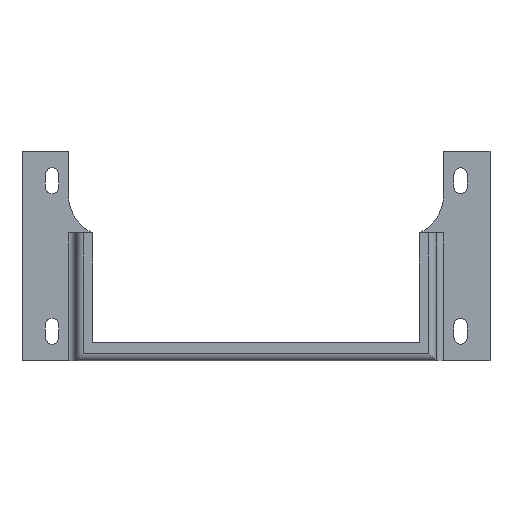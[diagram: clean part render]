
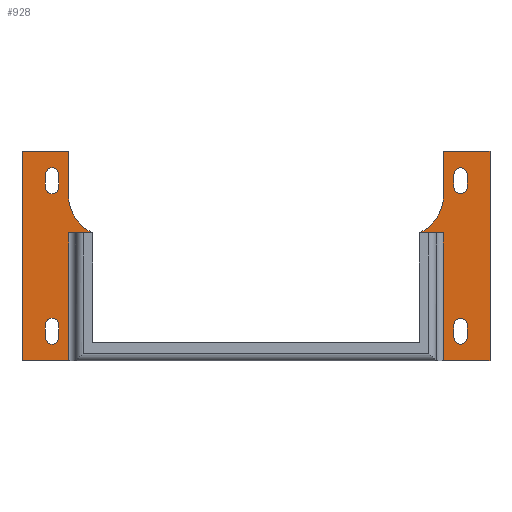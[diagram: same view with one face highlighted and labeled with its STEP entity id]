
A CAD part, top view. The second image highlights one B-rep face of the part: STEP entity #928.
In plain terms, the highlighted planar face has unit normal (0, 0, 1).
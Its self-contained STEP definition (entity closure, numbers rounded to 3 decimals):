
#117=CARTESIAN_POINT('',(0.,1.7,3.));
#118=DIRECTION('',(0.,0.,-1.));
#119=DIRECTION('',(-1.,0.,0.));
#120=AXIS2_PLACEMENT_3D('',#117,#118,#119);
#122=DIRECTION('',(0.,1.,0.));
#123=VECTOR('',#122,3.4);
#124=CARTESIAN_POINT('',(-1.8,-1.7,3.));
#125=LINE('',#124,#123);
#126=CARTESIAN_POINT('',(0.,-1.7,3.));
#127=DIRECTION('',(0.,0.,-1.));
#128=DIRECTION('',(1.,0.,0.));
#129=AXIS2_PLACEMENT_3D('',#126,#127,#128);
#131=DIRECTION('',(0.,-1.,0.));
#132=VECTOR('',#131,3.4);
#133=CARTESIAN_POINT('',(1.8,1.7,3.));
#134=LINE('',#133,#132);
#135=CARTESIAN_POINT('',(0.,-38.7,3.));
#136=DIRECTION('',(0.,0.,-1.));
#137=DIRECTION('',(-1.,0.,0.));
#138=AXIS2_PLACEMENT_3D('',#135,#136,#137);
#140=DIRECTION('',(0.,1.,0.));
#141=VECTOR('',#140,3.4);
#142=CARTESIAN_POINT('',(-1.8,-42.1,3.));
#143=LINE('',#142,#141);
#144=CARTESIAN_POINT('',(0.,-42.1,3.));
#145=DIRECTION('',(0.,0.,-1.));
#146=DIRECTION('',(1.,0.,0.));
#147=AXIS2_PLACEMENT_3D('',#144,#145,#146);
#149=DIRECTION('',(0.,-1.,0.));
#150=VECTOR('',#149,3.4);
#151=CARTESIAN_POINT('',(1.8,-38.7,3.));
#152=LINE('',#151,#150);
#153=CARTESIAN_POINT('',(109.8,1.7,3.));
#154=DIRECTION('',(0.,0.,-1.));
#155=DIRECTION('',(-1.,0.,0.));
#156=AXIS2_PLACEMENT_3D('',#153,#154,#155);
#158=DIRECTION('',(0.,1.,0.));
#159=VECTOR('',#158,3.4);
#160=CARTESIAN_POINT('',(108.,-1.7,3.));
#161=LINE('',#160,#159);
#162=CARTESIAN_POINT('',(109.8,-1.7,3.));
#163=DIRECTION('',(0.,0.,-1.));
#164=DIRECTION('',(1.,0.,0.));
#165=AXIS2_PLACEMENT_3D('',#162,#163,#164);
#167=DIRECTION('',(0.,-1.,0.));
#168=VECTOR('',#167,3.4);
#169=CARTESIAN_POINT('',(111.6,1.7,3.));
#170=LINE('',#169,#168);
#171=CARTESIAN_POINT('',(109.8,-38.7,3.));
#172=DIRECTION('',(0.,0.,-1.));
#173=DIRECTION('',(-1.,0.,0.));
#174=AXIS2_PLACEMENT_3D('',#171,#172,#173);
#176=DIRECTION('',(0.,1.,0.));
#177=VECTOR('',#176,3.4);
#178=CARTESIAN_POINT('',(108.,-42.1,3.));
#179=LINE('',#178,#177);
#180=CARTESIAN_POINT('',(109.8,-42.1,3.));
#181=DIRECTION('',(0.,0.,-1.));
#182=DIRECTION('',(1.,0.,0.));
#183=AXIS2_PLACEMENT_3D('',#180,#181,#182);
#185=DIRECTION('',(0.,-1.,0.));
#186=VECTOR('',#185,3.4);
#187=CARTESIAN_POINT('',(111.6,-38.7,3.));
#188=LINE('',#187,#186);
#189=DIRECTION('',(0.,1.,0.));
#190=VECTOR('',#189,34.4);
#191=CARTESIAN_POINT('',(105.2,-48.4,3.));
#192=LINE('',#191,#190);
#193=DIRECTION('',(0.,1.,0.));
#194=VECTOR('',#193,30.9);
#195=CARTESIAN_POINT('',(100.2,-44.9,3.));
#196=LINE('',#195,#194);
#197=DIRECTION('',(-1.,0.,0.));
#198=VECTOR('',#197,90.8);
#199=CARTESIAN_POINT('',(100.2,-44.9,3.));
#200=LINE('',#199,#198);
#201=DIRECTION('',(0.,1.,0.));
#202=VECTOR('',#201,30.9);
#203=CARTESIAN_POINT('',(9.4,-44.9,3.));
#204=LINE('',#203,#202);
#205=DIRECTION('',(0.,-1.,0.));
#206=VECTOR('',#205,34.4);
#207=CARTESIAN_POINT('',(4.4,-14.,3.));
#208=LINE('',#207,#206);
#209=DIRECTION('',(0.,-1.,0.));
#210=VECTOR('',#209,56.4);
#211=CARTESIAN_POINT('',(-8.1,8.,3.));
#212=LINE('',#211,#210);
#213=DIRECTION('',(0.,-1.,0.));
#214=VECTOR('',#213,11.963);
#215=CARTESIAN_POINT('',(4.4,8.,3.));
#216=LINE('',#215,#214);
#217=DIRECTION('',(0.,1.,0.));
#218=VECTOR('',#217,29.4);
#219=CARTESIAN_POINT('',(10.9,-43.4,3.));
#220=LINE('',#219,#218);
#221=DIRECTION('',(-1.,0.,0.));
#222=VECTOR('',#221,87.8);
#223=CARTESIAN_POINT('',(98.7,-43.4,3.));
#224=LINE('',#223,#222);
#225=DIRECTION('',(0.,-1.,0.));
#226=VECTOR('',#225,29.4);
#227=CARTESIAN_POINT('',(98.7,-14.,3.));
#228=LINE('',#227,#226);
#229=DIRECTION('',(0.,-1.,0.));
#230=VECTOR('',#229,11.963);
#231=CARTESIAN_POINT('',(105.2,8.,3.));
#232=LINE('',#231,#230);
#233=DIRECTION('',(0.,1.,0.));
#234=VECTOR('',#233,56.4);
#235=CARTESIAN_POINT('',(117.7,-48.4,3.));
#236=LINE('',#235,#234);
#315=DIRECTION('',(1.,0.,0.));
#316=VECTOR('',#315,5.);
#317=CARTESIAN_POINT('',(100.2,-14.,3.));
#318=LINE('',#317,#316);
#366=DIRECTION('',(1.,0.,0.));
#367=VECTOR('',#366,12.5);
#368=CARTESIAN_POINT('',(105.2,-48.4,3.));
#369=LINE('',#368,#367);
#378=DIRECTION('',(1.,0.,0.));
#379=VECTOR('',#378,12.5);
#380=CARTESIAN_POINT('',(-8.1,-48.4,3.));
#381=LINE('',#380,#379);
#398=DIRECTION('',(-1.,0.,0.));
#399=VECTOR('',#398,12.5);
#400=CARTESIAN_POINT('',(117.7,8.,3.));
#401=LINE('',#400,#399);
#406=CARTESIAN_POINT('',(94.2,-3.963,3.));
#407=DIRECTION('',(0.,0.,-1.));
#408=DIRECTION('',(1.,0.,0.));
#409=AXIS2_PLACEMENT_3D('',#406,#407,#408);
#432=CARTESIAN_POINT('',(15.4,-3.963,3.));
#433=DIRECTION('',(0.,0.,-1.));
#434=DIRECTION('',(-0.409,-0.912,0.));
#435=AXIS2_PLACEMENT_3D('',#432,#433,#434);
#450=DIRECTION('',(-1.,0.,0.));
#451=VECTOR('',#450,12.5);
#452=CARTESIAN_POINT('',(4.4,8.,3.));
#453=LINE('',#452,#451);
#481=DIRECTION('',(-1.,0.,0.));
#482=VECTOR('',#481,5.);
#483=CARTESIAN_POINT('',(9.4,-14.,3.));
#484=LINE('',#483,#482);
#557=CARTESIAN_POINT('',(-8.1,8.,3.));
#558=CARTESIAN_POINT('',(-8.1,-48.4,3.));
#559=VERTEX_POINT('',#557);
#560=VERTEX_POINT('',#558);
#561=CARTESIAN_POINT('',(117.7,-48.4,3.));
#562=CARTESIAN_POINT('',(117.7,8.,3.));
#563=VERTEX_POINT('',#561);
#564=VERTEX_POINT('',#562);
#587=CARTESIAN_POINT('',(-1.8,-1.7,3.));
#588=CARTESIAN_POINT('',(-1.8,1.7,3.));
#589=VERTEX_POINT('',#587);
#590=VERTEX_POINT('',#588);
#591=CARTESIAN_POINT('',(1.8,1.7,3.));
#592=CARTESIAN_POINT('',(1.8,-1.7,3.));
#593=VERTEX_POINT('',#591);
#594=VERTEX_POINT('',#592);
#595=CARTESIAN_POINT('',(-1.8,-38.7,3.));
#596=CARTESIAN_POINT('',(1.8,-38.7,3.));
#597=VERTEX_POINT('',#595);
#598=VERTEX_POINT('',#596);
#599=CARTESIAN_POINT('',(111.6,-1.7,3.));
#600=CARTESIAN_POINT('',(108.,-1.7,3.));
#601=VERTEX_POINT('',#599);
#602=VERTEX_POINT('',#600);
#603=CARTESIAN_POINT('',(111.6,-38.7,3.));
#604=CARTESIAN_POINT('',(111.6,-42.1,3.));
#605=VERTEX_POINT('',#603);
#606=VERTEX_POINT('',#604);
#607=CARTESIAN_POINT('',(108.,-42.1,3.));
#608=VERTEX_POINT('',#607);
#619=CARTESIAN_POINT('',(1.8,-42.1,3.));
#620=VERTEX_POINT('',#619);
#621=CARTESIAN_POINT('',(-1.8,-42.1,3.));
#622=VERTEX_POINT('',#621);
#623=CARTESIAN_POINT('',(108.,1.7,3.));
#624=CARTESIAN_POINT('',(111.6,1.7,3.));
#625=VERTEX_POINT('',#623);
#626=VERTEX_POINT('',#624);
#627=CARTESIAN_POINT('',(108.,-38.7,3.));
#628=VERTEX_POINT('',#627);
#630=CARTESIAN_POINT('',(10.9,-43.4,3.));
#632=VERTEX_POINT('',#630);
#634=CARTESIAN_POINT('',(98.7,-43.4,3.));
#636=VERTEX_POINT('',#634);
#637=CARTESIAN_POINT('',(100.2,-44.9,3.));
#638=CARTESIAN_POINT('',(9.4,-44.9,3.));
#639=VERTEX_POINT('',#637);
#640=VERTEX_POINT('',#638);
#653=CARTESIAN_POINT('',(4.4,-48.4,3.));
#654=VERTEX_POINT('',#653);
#655=CARTESIAN_POINT('',(105.2,-48.4,3.));
#656=VERTEX_POINT('',#655);
#658=CARTESIAN_POINT('',(4.4,8.,3.));
#660=VERTEX_POINT('',#658);
#662=CARTESIAN_POINT('',(105.2,8.,3.));
#664=VERTEX_POINT('',#662);
#677=CARTESIAN_POINT('',(10.9,-14.,3.));
#679=VERTEX_POINT('',#677);
#681=CARTESIAN_POINT('',(4.4,-3.963,3.));
#683=VERTEX_POINT('',#681);
#685=CARTESIAN_POINT('',(9.4,-14.,3.));
#686=CARTESIAN_POINT('',(4.4,-14.,3.));
#687=VERTEX_POINT('',#685);
#688=VERTEX_POINT('',#686);
#689=CARTESIAN_POINT('',(105.2,-3.963,3.));
#691=VERTEX_POINT('',#689);
#693=CARTESIAN_POINT('',(98.7,-14.,3.));
#695=VERTEX_POINT('',#693);
#697=CARTESIAN_POINT('',(100.2,-14.,3.));
#698=CARTESIAN_POINT('',(105.2,-14.,3.));
#699=VERTEX_POINT('',#697);
#700=VERTEX_POINT('',#698);
#845=CARTESIAN_POINT('',(0.,0.,3.));
#846=DIRECTION('',(0.,0.,1.));
#847=DIRECTION('',(1.,0.,0.));
#848=AXIS2_PLACEMENT_3D('',#845,#846,#847);
#849=PLANE('',#848);
#851=ORIENTED_EDGE('',*,*,#850,.T.);
#853=ORIENTED_EDGE('',*,*,#852,.F.);
#855=ORIENTED_EDGE('',*,*,#854,.F.);
#857=ORIENTED_EDGE('',*,*,#856,.T.);
#859=ORIENTED_EDGE('',*,*,#858,.T.);
#861=ORIENTED_EDGE('',*,*,#860,.T.);
#863=ORIENTED_EDGE('',*,*,#862,.T.);
#865=ORIENTED_EDGE('',*,*,#864,.F.);
#867=ORIENTED_EDGE('',*,*,#866,.F.);
#869=ORIENTED_EDGE('',*,*,#868,.F.);
#871=ORIENTED_EDGE('',*,*,#870,.T.);
#873=ORIENTED_EDGE('',*,*,#872,.F.);
#875=ORIENTED_EDGE('',*,*,#874,.F.);
#877=ORIENTED_EDGE('',*,*,#876,.F.);
#879=ORIENTED_EDGE('',*,*,#878,.F.);
#881=ORIENTED_EDGE('',*,*,#880,.F.);
#883=ORIENTED_EDGE('',*,*,#882,.F.);
#885=ORIENTED_EDGE('',*,*,#884,.F.);
#887=ORIENTED_EDGE('',*,*,#886,.F.);
#889=ORIENTED_EDGE('',*,*,#888,.F.);
#890=EDGE_LOOP('',(#851,#853,#855,#857,#859,#861,#863,#865,#867,#869,#871,#873,
#875,#877,#879,#881,#883,#885,#887,#889));
#891=FACE_OUTER_BOUND('',#890,.F.);
#893=ORIENTED_EDGE('',*,*,#892,.F.);
#895=ORIENTED_EDGE('',*,*,#894,.F.);
#897=ORIENTED_EDGE('',*,*,#896,.F.);
#899=ORIENTED_EDGE('',*,*,#898,.F.);
#900=EDGE_LOOP('',(#893,#895,#897,#899));
#901=FACE_BOUND('',#900,.F.);
#903=ORIENTED_EDGE('',*,*,#902,.F.);
#905=ORIENTED_EDGE('',*,*,#904,.F.);
#907=ORIENTED_EDGE('',*,*,#906,.F.);
#909=ORIENTED_EDGE('',*,*,#908,.F.);
#910=EDGE_LOOP('',(#903,#905,#907,#909));
#911=FACE_BOUND('',#910,.F.);
#913=ORIENTED_EDGE('',*,*,#912,.F.);
#915=ORIENTED_EDGE('',*,*,#914,.F.);
#917=ORIENTED_EDGE('',*,*,#916,.F.);
#919=ORIENTED_EDGE('',*,*,#918,.F.);
#920=EDGE_LOOP('',(#913,#915,#917,#919));
#921=FACE_BOUND('',#920,.F.);
#922=ORIENTED_EDGE('',*,*,#797,.F.);
#923=ORIENTED_EDGE('',*,*,#812,.F.);
#924=ORIENTED_EDGE('',*,*,#826,.F.);
#925=ORIENTED_EDGE('',*,*,#839,.F.);
#926=EDGE_LOOP('',(#922,#923,#924,#925));
#927=FACE_BOUND('',#926,.F.);
#928=ADVANCED_FACE('',(#891,#901,#911,#921,#927),#849,.T.);
#121=CIRCLE('',#120,1.8);
#130=CIRCLE('',#129,1.8);
#139=CIRCLE('',#138,1.8);
#148=CIRCLE('',#147,1.8);
#157=CIRCLE('',#156,1.8);
#166=CIRCLE('',#165,1.8);
#175=CIRCLE('',#174,1.8);
#184=CIRCLE('',#183,1.8);
#410=CIRCLE('',#409,11.);
#436=CIRCLE('',#435,11.);
#797=EDGE_CURVE('',#590,#593,#121,.T.);
#812=EDGE_CURVE('',#589,#590,#125,.T.);
#826=EDGE_CURVE('',#594,#589,#130,.T.);
#839=EDGE_CURVE('',#593,#594,#134,.T.);
#850=EDGE_CURVE('',#656,#700,#192,.T.);
#852=EDGE_CURVE('',#699,#700,#318,.T.);
#854=EDGE_CURVE('',#639,#699,#196,.T.);
#856=EDGE_CURVE('',#639,#640,#200,.T.);
#858=EDGE_CURVE('',#640,#687,#204,.T.);
#860=EDGE_CURVE('',#687,#688,#484,.T.);
#862=EDGE_CURVE('',#688,#654,#208,.T.);
#864=EDGE_CURVE('',#560,#654,#381,.T.);
#866=EDGE_CURVE('',#559,#560,#212,.T.);
#868=EDGE_CURVE('',#660,#559,#453,.T.);
#870=EDGE_CURVE('',#660,#683,#216,.T.);
#872=EDGE_CURVE('',#679,#683,#436,.T.);
#874=EDGE_CURVE('',#632,#679,#220,.T.);
#876=EDGE_CURVE('',#636,#632,#224,.T.);
#878=EDGE_CURVE('',#695,#636,#228,.T.);
#880=EDGE_CURVE('',#691,#695,#410,.T.);
#882=EDGE_CURVE('',#664,#691,#232,.T.);
#884=EDGE_CURVE('',#564,#664,#401,.T.);
#886=EDGE_CURVE('',#563,#564,#236,.T.);
#888=EDGE_CURVE('',#656,#563,#369,.T.);
#892=EDGE_CURVE('',#597,#598,#139,.T.);
#894=EDGE_CURVE('',#622,#597,#143,.T.);
#896=EDGE_CURVE('',#620,#622,#148,.T.);
#898=EDGE_CURVE('',#598,#620,#152,.T.);
#902=EDGE_CURVE('',#625,#626,#157,.T.);
#904=EDGE_CURVE('',#602,#625,#161,.T.);
#906=EDGE_CURVE('',#601,#602,#166,.T.);
#908=EDGE_CURVE('',#626,#601,#170,.T.);
#912=EDGE_CURVE('',#628,#605,#175,.T.);
#914=EDGE_CURVE('',#608,#628,#179,.T.);
#916=EDGE_CURVE('',#606,#608,#184,.T.);
#918=EDGE_CURVE('',#605,#606,#188,.T.);
